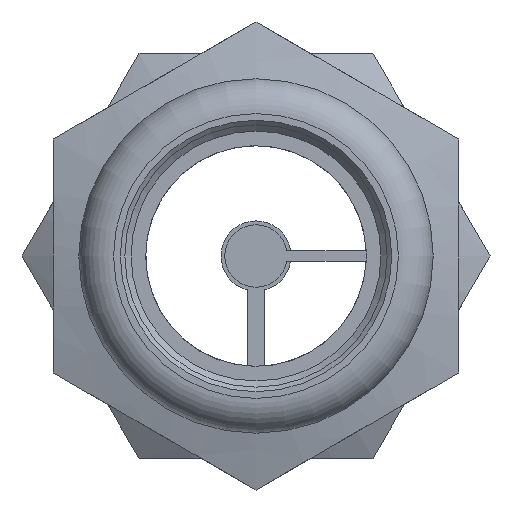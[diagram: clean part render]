
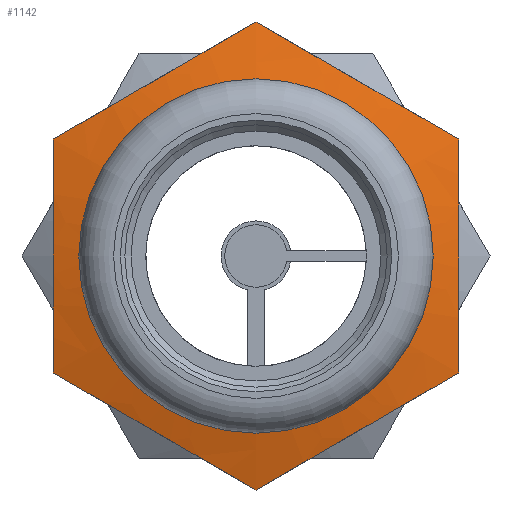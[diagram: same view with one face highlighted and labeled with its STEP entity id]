
A CAD part, left-side view. The second image highlights one B-rep face of the part: STEP entity #1142.
In plain terms, the highlighted conical face has half-angle 75 degrees and reference radius 17.192 mm.
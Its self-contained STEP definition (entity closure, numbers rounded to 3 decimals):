
#41=(
BOUNDED_CURVE()
B_SPLINE_CURVE(2,(#1775,#1776,#1777),.UNSPECIFIED.,.F.,.F.)
B_SPLINE_CURVE_WITH_KNOTS((3,3),(0.,2.084),.UNSPECIFIED.)
CURVE()
GEOMETRIC_REPRESENTATION_ITEM()
RATIONAL_B_SPLINE_CURVE((1.,1.155,1.))
REPRESENTATION_ITEM($)
);
#44=(
BOUNDED_CURVE()
B_SPLINE_CURVE(2,(#1790,#1791,#1792),.UNSPECIFIED.,.F.,.F.)
B_SPLINE_CURVE_WITH_KNOTS((3,3),(0.,2.084),.UNSPECIFIED.)
CURVE()
GEOMETRIC_REPRESENTATION_ITEM()
RATIONAL_B_SPLINE_CURVE((1.,1.155,1.))
REPRESENTATION_ITEM($)
);
#47=(
BOUNDED_CURVE()
B_SPLINE_CURVE(2,(#1804,#1805,#1806),.UNSPECIFIED.,.F.,.F.)
B_SPLINE_CURVE_WITH_KNOTS((3,3),(0.,2.084),.UNSPECIFIED.)
CURVE()
GEOMETRIC_REPRESENTATION_ITEM()
RATIONAL_B_SPLINE_CURVE((1.,1.155,1.))
REPRESENTATION_ITEM($)
);
#50=(
BOUNDED_CURVE()
B_SPLINE_CURVE(2,(#1818,#1819,#1820),.UNSPECIFIED.,.F.,.F.)
B_SPLINE_CURVE_WITH_KNOTS((3,3),(0.,2.084),.UNSPECIFIED.)
CURVE()
GEOMETRIC_REPRESENTATION_ITEM()
RATIONAL_B_SPLINE_CURVE((1.,1.155,1.))
REPRESENTATION_ITEM($)
);
#53=(
BOUNDED_CURVE()
B_SPLINE_CURVE(2,(#1832,#1833,#1834),.UNSPECIFIED.,.F.,.F.)
B_SPLINE_CURVE_WITH_KNOTS((3,3),(0.,2.084),.UNSPECIFIED.)
CURVE()
GEOMETRIC_REPRESENTATION_ITEM()
RATIONAL_B_SPLINE_CURVE((1.,1.155,1.))
REPRESENTATION_ITEM($)
);
#56=(
BOUNDED_CURVE()
B_SPLINE_CURVE(2,(#1855,#1856,#1857),.UNSPECIFIED.,.F.,.F.)
B_SPLINE_CURVE_WITH_KNOTS((3,3),(0.,2.084),.UNSPECIFIED.)
CURVE()
GEOMETRIC_REPRESENTATION_ITEM()
RATIONAL_B_SPLINE_CURVE((1.,1.155,1.))
REPRESENTATION_ITEM($)
);
#173=CONICAL_SURFACE($,#1246,17.192,75.);
#201=FACE_BOUND($,#349,.T.);
#265=FACE_OUTER_BOUND($,#348,.T.);
#348=EDGE_LOOP($,(#829));
#349=EDGE_LOOP($,(#830,#831,#832,#833,#834,#835));
#471=CIRCLE($,#1247,13.6);
#541=VERTEX_POINT($,#1772);
#542=VERTEX_POINT($,#1774);
#545=VERTEX_POINT($,#1788);
#548=VERTEX_POINT($,#1802);
#551=VERTEX_POINT($,#1816);
#554=VERTEX_POINT($,#1830);
#556=VERTEX_POINT($,#1853);
#645=EDGE_CURVE($,#542,#541,#41,.T.);
#650=EDGE_CURVE($,#541,#545,#44,.T.);
#654=EDGE_CURVE($,#545,#548,#47,.T.);
#658=EDGE_CURVE($,#548,#551,#50,.T.);
#662=EDGE_CURVE($,#551,#554,#53,.T.);
#670=EDGE_CURVE($,#556,#556,#471,.T.);
#671=EDGE_CURVE($,#554,#542,#56,.T.);
#829=ORIENTED_EDGE($,*,*,#670,.F.);
#830=ORIENTED_EDGE($,*,*,#645,.T.);
#831=ORIENTED_EDGE($,*,*,#650,.T.);
#832=ORIENTED_EDGE($,*,*,#654,.T.);
#833=ORIENTED_EDGE($,*,*,#658,.T.);
#834=ORIENTED_EDGE($,*,*,#662,.T.);
#835=ORIENTED_EDGE($,*,*,#671,.T.);
#1142=ADVANCED_FACE($,(#265,#201),#173,.T.);
#1246=AXIS2_PLACEMENT_3D($,#1852,#1452,#1453);
#1247=AXIS2_PLACEMENT_3D($,#1854,#1454,#1455);
#1452=DIRECTION('center_axis',(1.,0.,0.));
#1453=DIRECTION('ref_axis',(0.,0.866,0.5));
#1454=DIRECTION('center_axis',(-1.,0.,0.));
#1455=DIRECTION('ref_axis',(0.,0.866,0.5));
#1772=CARTESIAN_POINT('',(21.925,0.,-20.785));
#1774=CARTESIAN_POINT('',(21.925,18.,-10.392));
#1775=CARTESIAN_POINT('Ctrl Pts',(21.925,18.,-10.392));
#1776=CARTESIAN_POINT('Ctrl Pts',(20.533,9.,-15.588));
#1777=CARTESIAN_POINT('Ctrl Pts',(21.925,0.,
-20.785));
#1788=CARTESIAN_POINT('',(21.925,-18.,-10.392));
#1790=CARTESIAN_POINT('Ctrl Pts',(21.925,0.,
-20.785));
#1791=CARTESIAN_POINT('Ctrl Pts',(20.533,-9.,-15.588));
#1792=CARTESIAN_POINT('Ctrl Pts',(21.925,-18.,-10.392));
#1802=CARTESIAN_POINT('',(21.925,-18.,10.392));
#1804=CARTESIAN_POINT('Ctrl Pts',(21.925,-18.,-10.392));
#1805=CARTESIAN_POINT('Ctrl Pts',(20.533,-18.,0.));
#1806=CARTESIAN_POINT('Ctrl Pts',(21.925,-18.,10.392));
#1816=CARTESIAN_POINT('',(21.925,0.,20.785));
#1818=CARTESIAN_POINT('Ctrl Pts',(21.925,-18.,10.392));
#1819=CARTESIAN_POINT('Ctrl Pts',(20.533,-9.,15.588));
#1820=CARTESIAN_POINT('Ctrl Pts',(21.925,0.,
20.785));
#1830=CARTESIAN_POINT('',(21.925,18.,10.392));
#1832=CARTESIAN_POINT('Ctrl Pts',(21.925,0.,
20.785));
#1833=CARTESIAN_POINT('Ctrl Pts',(20.533,9.,15.588));
#1834=CARTESIAN_POINT('Ctrl Pts',(21.925,18.,10.392));
#1852=CARTESIAN_POINT('Origin',(20.963,0.,0.));
#1853=CARTESIAN_POINT('',(20.,11.778,-6.8));
#1854=CARTESIAN_POINT('Origin',(20.,0.,0.));
#1855=CARTESIAN_POINT('Ctrl Pts',(21.925,18.,10.392));
#1856=CARTESIAN_POINT('Ctrl Pts',(20.533,18.,0.));
#1857=CARTESIAN_POINT('Ctrl Pts',(21.925,18.,-10.392));
